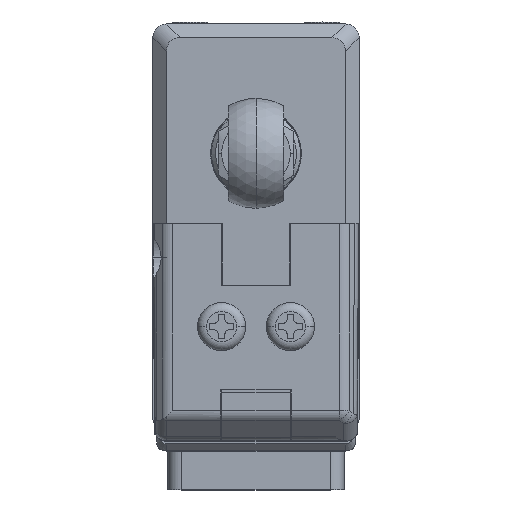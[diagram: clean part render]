
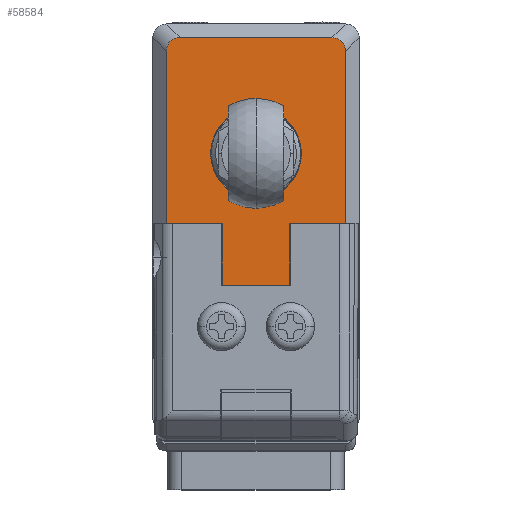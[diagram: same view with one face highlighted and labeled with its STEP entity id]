
A CAD part, top view. The second image highlights one B-rep face of the part: STEP entity #58584.
In plain terms, the highlighted planar face has unit normal (0, 0, 1).
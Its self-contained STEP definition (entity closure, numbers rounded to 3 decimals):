
#105 = VERTEX_POINT ( 'NONE', #12474 ) ;
#950 = ORIENTED_EDGE ( 'NONE', *, *, #4537, .F. ) ;
#1378 = CARTESIAN_POINT ( 'NONE',  ( 6., 7.5, 22. ) ) ;
#1635 = CIRCLE ( 'NONE', #44993, 3.3 ) ;
#1910 = DIRECTION ( 'NONE',  ( 0., 1., 0. ) ) ;
#4314 = VECTOR ( 'NONE', #5366, 1000. ) ;
#4537 = EDGE_CURVE ( 'NONE', #34324, #7336, #1635, .T. ) ;
#4582 = CARTESIAN_POINT ( 'NONE',  ( -7.5, 7.5, 22. ) ) ;
#4701 = ORIENTED_EDGE ( 'NONE', *, *, #36933, .F. ) ;
#5253 = VECTOR ( 'NONE', #12054, 1000. ) ;
#5262 =( BOUNDED_CURVE ( )  B_SPLINE_CURVE ( 3, ( #13978, #8663, #50035, #55340 ),
 .UNSPECIFIED., .F., .T. ) 
 B_SPLINE_CURVE_WITH_KNOTS ( ( 4, 4 ),
 ( 5.76, 6.807 ),
 .UNSPECIFIED. ) 
 CURVE ( )  GEOMETRIC_REPRESENTATION_ITEM ( )  RATIONAL_B_SPLINE_CURVE ( ( 1., 0.911, 0.911, 1. ) ) 
 REPRESENTATION_ITEM ( '' )  );
#5337 = CARTESIAN_POINT ( 'NONE',  ( 6., -5.51, 22. ) ) ;
#5366 = DIRECTION ( 'NONE',  ( 0., 1., 0. ) ) ;
#6372 = LINE ( 'NONE', #1378, #4314 ) ;
#7196 = CARTESIAN_POINT ( 'NONE',  ( 5.638, -6.5, 22. ) ) ;
#7336 = VERTEX_POINT ( 'NONE', #37617 ) ;
#8542 = ORIENTED_EDGE ( 'NONE', *, *, #34601, .F. ) ;
#8663 = CARTESIAN_POINT ( 'NONE',  ( 6., 6.138, 22. ) ) ;
#10933 = CARTESIAN_POINT ( 'NONE',  ( 0.88, 0., 22. ) ) ;
#12054 = DIRECTION ( 'NONE',  ( 0., 1., 0. ) ) ;
#12309 = CARTESIAN_POINT ( 'NONE',  ( -7.5, -7.5, 22. ) ) ;
#12474 = CARTESIAN_POINT ( 'NONE',  ( -12., -2.45, 22. ) ) ;
#12758 = CARTESIAN_POINT ( 'NONE',  ( -7.5, -6.5, 22. ) ) ;
#12975 = VECTOR ( 'NONE', #32812, 1000. ) ;
#13030 = EDGE_LOOP ( 'NONE', ( #60418, #50555, #59434, #45319, #19989, #15871, #8542, #4701, #65404, #13373 ) ) ;
#13345 = ORIENTED_EDGE ( 'NONE', *, *, #39057, .F. ) ;
#13373 = ORIENTED_EDGE ( 'NONE', *, *, #16896, .T. ) ;
#13971 = EDGE_CURVE ( 'NONE', #35509, #22031, #42599, .T. ) ;
#13978 = CARTESIAN_POINT ( 'NONE',  ( 6., 5.51, 22. ) ) ;
#14190 = EDGE_CURVE ( 'NONE', #64841, #22939, #63083, .T. ) ;
#14794 = VECTOR ( 'NONE', #62892, 1000. ) ;
#15655 = VERTEX_POINT ( 'NONE', #5337 ) ;
#15871 = ORIENTED_EDGE ( 'NONE', *, *, #37188, .F. ) ;
#16279 = FACE_BOUND ( 'NONE', #38918, .T. ) ;
#16714 = CARTESIAN_POINT ( 'NONE',  ( -7.5, 7.5, 22. ) ) ;
#16896 = EDGE_CURVE ( 'NONE', #22031, #15655, #48812, .T. ) ;
#17261 = PLANE ( 'NONE',  #22888 ) ;
#17418 = DIRECTION ( 'NONE',  ( 1., 0., 0. ) ) ;
#18164 = EDGE_CURVE ( 'NONE', #64841, #60058, #42678, .T. ) ;
#18469 = VECTOR ( 'NONE', #1910, 1000. ) ;
#19404 = EDGE_CURVE ( 'NONE', #29379, #22939, #62124, .T. ) ;
#19866 = CARTESIAN_POINT ( 'NONE',  ( -12., 2.45, 22. ) ) ;
#19989 = ORIENTED_EDGE ( 'NONE', *, *, #18164, .T. ) ;
#21077 = VECTOR ( 'NONE', #17418, 1000. ) ;
#21792 = CIRCLE ( 'NONE', #58838, 3.3 ) ;
#22031 = VERTEX_POINT ( 'NONE', #52215 ) ;
#22464 = CARTESIAN_POINT ( 'NONE',  ( 6., -6.138, 22. ) ) ;
#22888 = AXIS2_PLACEMENT_3D ( 'NONE', #12309, #32521, #42785 ) ;
#22939 = VERTEX_POINT ( 'NONE', #54482 ) ;
#24803 = DIRECTION ( 'NONE',  ( 0., 1., 0. ) ) ;
#25763 = CARTESIAN_POINT ( 'NONE',  ( -2.42, 0., 22. ) ) ;
#29379 = VERTEX_POINT ( 'NONE', #49307 ) ;
#29842 = VERTEX_POINT ( 'NONE', #50500 ) ;
#32100 = CARTESIAN_POINT ( 'NONE',  ( -12., 2.45, 22. ) ) ;
#32521 = DIRECTION ( 'NONE',  ( 0., 0., 1. ) ) ;
#32812 = DIRECTION ( 'NONE',  ( -1., 0., 0. ) ) ;
#34324 = VERTEX_POINT ( 'NONE', #10933 ) ;
#34601 = EDGE_CURVE ( 'NONE', #29842, #105, #49320, .T. ) ;
#35385 = DIRECTION ( 'NONE',  ( 1., 0., 0. ) ) ;
#35509 = VERTEX_POINT ( 'NONE', #12758 ) ;
#36378 = CARTESIAN_POINT ( 'NONE',  ( -7.2, 2.45, 22. ) ) ;
#36933 = EDGE_CURVE ( 'NONE', #35509, #29842, #54957, .T. ) ;
#37188 = EDGE_CURVE ( 'NONE', #105, #60058, #57951, .T. ) ;
#37617 = CARTESIAN_POINT ( 'NONE',  ( -5.72, 0., 22. ) ) ;
#38918 = EDGE_LOOP ( 'NONE', ( #950, #13345 ) ) ;
#39057 = EDGE_CURVE ( 'NONE', #7336, #34324, #21792, .T. ) ;
#39157 = CARTESIAN_POINT ( 'NONE',  ( -2.42, 0., 22. ) ) ;
#42125 = FACE_OUTER_BOUND ( 'NONE', #13030, .T. ) ;
#42599 = LINE ( 'NONE', #62808, #21077 ) ;
#42678 = LINE ( 'NONE', #36378, #14794 ) ;
#42785 = DIRECTION ( 'NONE',  ( 1., 0., 0. ) ) ;
#44993 = AXIS2_PLACEMENT_3D ( 'NONE', #25763, #45300, #35385 ) ;
#45300 = DIRECTION ( 'NONE',  ( 0., 0., 1. ) ) ;
#45319 = ORIENTED_EDGE ( 'NONE', *, *, #14190, .F. ) ;
#45375 = DIRECTION ( 'NONE',  ( 0., 0., 1. ) ) ;
#48050 = EDGE_CURVE ( 'NONE', #52466, #29379, #5262, .T. ) ;
#48812 =( BOUNDED_CURVE ( )  B_SPLINE_CURVE ( 3, ( #52592, #7196, #22464, #62877 ),
 .UNSPECIFIED., .F., .T. ) 
 B_SPLINE_CURVE_WITH_KNOTS ( ( 4, 4 ),
 ( 5.76, 6.807 ),
 .UNSPECIFIED. ) 
 CURVE ( )  GEOMETRIC_REPRESENTATION_ITEM ( )  RATIONAL_B_SPLINE_CURVE ( ( 1., 0.911, 0.911, 1. ) ) 
 REPRESENTATION_ITEM ( '' )  );
#49083 = VECTOR ( 'NONE', #24803, 1000. ) ;
#49307 = CARTESIAN_POINT ( 'NONE',  ( 5.01, 6.5, 22. ) ) ;
#49320 = LINE ( 'NONE', #53655, #12975 ) ;
#50035 = CARTESIAN_POINT ( 'NONE',  ( 5.638, 6.5, 22. ) ) ;
#50500 = CARTESIAN_POINT ( 'NONE',  ( -7.5, -2.45, 22. ) ) ;
#50555 = ORIENTED_EDGE ( 'NONE', *, *, #48050, .T. ) ;
#51828 = CARTESIAN_POINT ( 'NONE',  ( -7.5, 6.5, 22. ) ) ;
#51912 = VECTOR ( 'NONE', #57153, 1000. ) ;
#52160 = CARTESIAN_POINT ( 'NONE',  ( -7.5, 2.45, 22. ) ) ;
#52215 = CARTESIAN_POINT ( 'NONE',  ( 5.01, -6.5, 22. ) ) ;
#52466 = VERTEX_POINT ( 'NONE', #57605 ) ;
#52592 = CARTESIAN_POINT ( 'NONE',  ( 5.01, -6.5, 22. ) ) ;
#53655 = CARTESIAN_POINT ( 'NONE',  ( -7.2, -2.45, 22. ) ) ;
#54482 = CARTESIAN_POINT ( 'NONE',  ( -7.5, 6.5, 22. ) ) ;
#54957 = LINE ( 'NONE', #4582, #49083 ) ;
#55340 = CARTESIAN_POINT ( 'NONE',  ( 5.01, 6.5, 22. ) ) ;
#57153 = DIRECTION ( 'NONE',  ( -1., 0., 0. ) ) ;
#57605 = CARTESIAN_POINT ( 'NONE',  ( 6., 5.51, 22. ) ) ;
#57951 = LINE ( 'NONE', #32100, #18469 ) ;
#58584 = ADVANCED_FACE ( 'NONE', ( #16279, #42125 ), #17261, .T. ) ;
#58838 = AXIS2_PLACEMENT_3D ( 'NONE', #39157, #45375, #65582 ) ;
#59434 = ORIENTED_EDGE ( 'NONE', *, *, #19404, .T. ) ;
#60058 = VERTEX_POINT ( 'NONE', #19866 ) ;
#60418 = ORIENTED_EDGE ( 'NONE', *, *, #63171, .T. ) ;
#62124 = LINE ( 'NONE', #51828, #51912 ) ;
#62808 = CARTESIAN_POINT ( 'NONE',  ( 7., -6.5, 22. ) ) ;
#62877 = CARTESIAN_POINT ( 'NONE',  ( 6., -5.51, 22. ) ) ;
#62892 = DIRECTION ( 'NONE',  ( -1., 0., 0. ) ) ;
#63083 = LINE ( 'NONE', #16714, #5253 ) ;
#63171 = EDGE_CURVE ( 'NONE', #15655, #52466, #6372, .T. ) ;
#64841 = VERTEX_POINT ( 'NONE', #52160 ) ;
#65404 = ORIENTED_EDGE ( 'NONE', *, *, #13971, .T. ) ;
#65582 = DIRECTION ( 'NONE',  ( 1., 0., 0. ) ) ;
